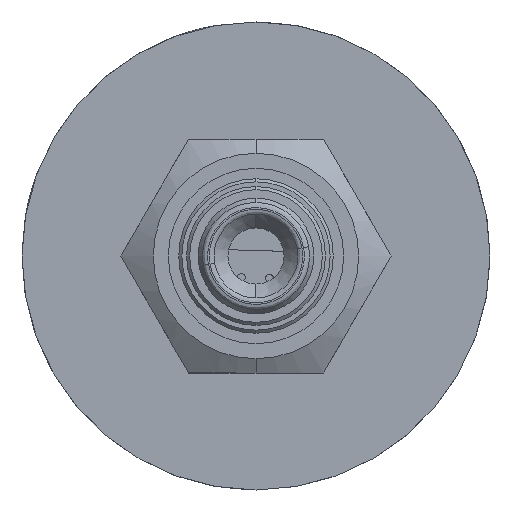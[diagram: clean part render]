
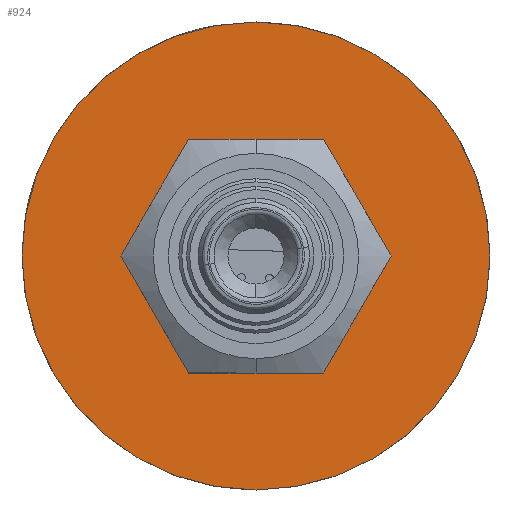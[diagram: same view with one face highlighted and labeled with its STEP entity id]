
A CAD part, front view. The second image highlights one B-rep face of the part: STEP entity #924.
In plain terms, the highlighted planar face has unit normal (0, -1, 0).
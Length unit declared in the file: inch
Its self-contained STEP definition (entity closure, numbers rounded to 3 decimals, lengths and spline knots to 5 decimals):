
#43 = DIRECTION ( 'NONE',  ( 0., 0., -1. ) ) ;
#130 = CARTESIAN_POINT ( 'NONE',  ( 0., 1.21366, -0.375 ) ) ;
#139 = DIRECTION ( 'NONE',  ( 0., 0., -1. ) ) ;
#212 = ORIENTED_EDGE ( 'NONE', *, *, #7194, .T. ) ;
#477 = DIRECTION ( 'NONE',  ( 0., 0., -1. ) ) ;
#649 = EDGE_LOOP ( 'NONE', ( #212, #7040 ) ) ;
#708 = DIRECTION ( 'NONE',  ( 0., 1., 0. ) ) ;
#861 = CARTESIAN_POINT ( 'NONE',  ( 0., 1.21366, -0.6875 ) ) ;
#924 = ADVANCED_FACE ( 'NONE', ( #5386, #3850 ), #6705, .T. ) ;
#1297 = CARTESIAN_POINT ( 'NONE',  ( 0., 1.21366, -0.0625 ) ) ;
#1421 = CARTESIAN_POINT ( 'NONE',  ( 0., 1.21366, 0.375 ) ) ;
#1730 = EDGE_CURVE ( 'NONE', #5003, #3140, #5010, .T. ) ;
#1760 = CARTESIAN_POINT ( 'NONE',  ( 0., 1.21366, -0.375 ) ) ;
#1849 = DIRECTION ( 'NONE',  ( 0., 0., -1. ) ) ;
#1934 = AXIS2_PLACEMENT_3D ( 'NONE', #4232, #5371, #4866 ) ;
#2612 = EDGE_CURVE ( 'NONE', #6522, #3078, #6799, .T. ) ;
#2662 = CARTESIAN_POINT ( 'NONE',  ( 0., 1.21366, -1.125 ) ) ;
#3078 = VERTEX_POINT ( 'NONE', #861 ) ;
#3140 = VERTEX_POINT ( 'NONE', #2662 ) ;
#3573 = DIRECTION ( 'NONE',  ( 0., 1., 0. ) ) ;
#3596 = CARTESIAN_POINT ( 'NONE',  ( 0., 1.21366, -0.375 ) ) ;
#3610 = EDGE_CURVE ( 'NONE', #3140, #5003, #7134, .T. ) ;
#3725 = AXIS2_PLACEMENT_3D ( 'NONE', #7329, #4430, #477 ) ;
#3850 = FACE_OUTER_BOUND ( 'NONE', #7122, .T. ) ;
#4232 = CARTESIAN_POINT ( 'NONE',  ( 0., 1.21366, -0.375 ) ) ;
#4430 = DIRECTION ( 'NONE',  ( 0., -1., 0. ) ) ;
#4585 = ORIENTED_EDGE ( 'NONE', *, *, #3610, .F. ) ;
#4866 = DIRECTION ( 'NONE',  ( 0., 0., -1. ) ) ;
#5003 = VERTEX_POINT ( 'NONE', #1421 ) ;
#5010 = CIRCLE ( 'NONE', #7002, 0.75 ) ;
#5371 = DIRECTION ( 'NONE',  ( 0., 1., 0. ) ) ;
#5386 = FACE_BOUND ( 'NONE', #649, .T. ) ;
#5575 = AXIS2_PLACEMENT_3D ( 'NONE', #1760, #5867, #43 ) ;
#5867 = DIRECTION ( 'NONE',  ( 0., 1., 0. ) ) ;
#5881 = ORIENTED_EDGE ( 'NONE', *, *, #1730, .F. ) ;
#6151 = AXIS2_PLACEMENT_3D ( 'NONE', #130, #708, #1849 ) ;
#6522 = VERTEX_POINT ( 'NONE', #1297 ) ;
#6705 = PLANE ( 'NONE',  #3725 ) ;
#6799 = CIRCLE ( 'NONE', #6151, 0.3125 ) ;
#7002 = AXIS2_PLACEMENT_3D ( 'NONE', #3596, #3573, #139 ) ;
#7040 = ORIENTED_EDGE ( 'NONE', *, *, #2612, .T. ) ;
#7122 = EDGE_LOOP ( 'NONE', ( #4585, #5881 ) ) ;
#7134 = CIRCLE ( 'NONE', #5575, 0.75 ) ;
#7194 = EDGE_CURVE ( 'NONE', #3078, #6522, #7424, .T. ) ;
#7329 = CARTESIAN_POINT ( 'NONE',  ( 0.3105, 1.21366, -0.41034 ) ) ;
#7424 = CIRCLE ( 'NONE', #1934, 0.3125 ) ;
